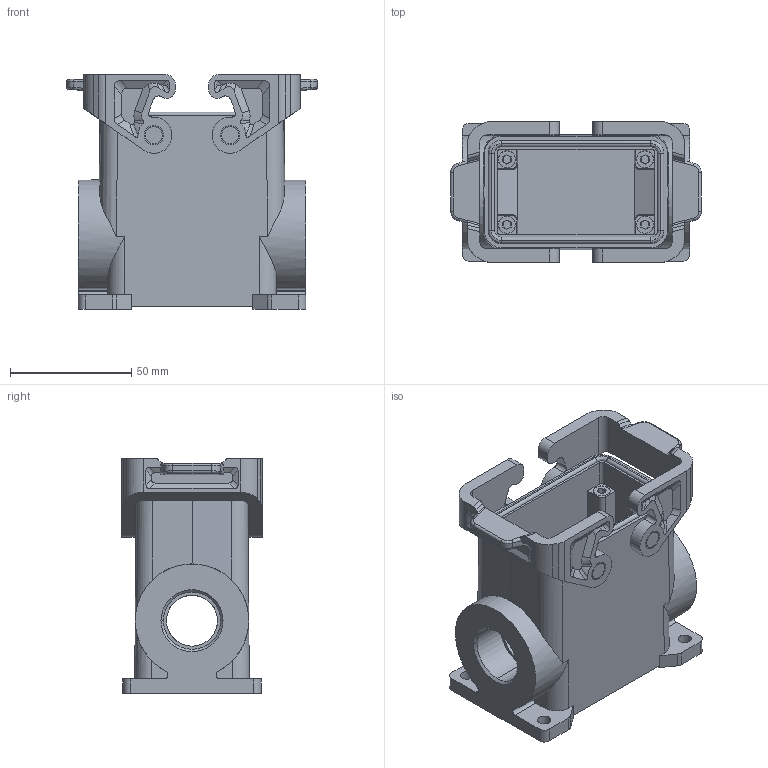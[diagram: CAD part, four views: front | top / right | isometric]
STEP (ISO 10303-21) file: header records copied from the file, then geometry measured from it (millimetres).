
FILE_DESCRIPTION(('Creo Elements/Direct Modeling STEP Export'),'2;1');
FILE_NAME('37jbk2e5h25c9oa4344','2022-02-04T10:49:14',(''),(''),'Creo Elements/Direct Modeling STEP processor for AP214 (Solid Model)','Creo Elements/Direct Modeling 20.1B 02-Apr-2019 (C) Parametric Technology GmbH','');
FILE_SCHEMA(('AUTOMOTIVE_DESIGN { 1 0 10303 214 1 1 1 1 }'));
Length unit declared in the file: millimetre
Products named in the file (2): TAPH 10-225
Assembly tree (1 placements, depth 2):
  TAPH 10-225
    TAPH 10-225
Bounding box: 103.5 x 58 x 96.9 mm (x, y, z)
Volume: 183514.7 mm3; surface area: 59917 mm2
Topology: 1 solids, 1 shells, 413 faces, 1137 edges, 751 vertices
Faces by surface type: plane 203, cylinder 158, bspline 20, torus 20, cone 12
Entity records: 23716 total; most frequent: CARTESIAN_POINT 10062, ORIENTED_EDGE 2274, DIRECTION 2041, EDGE_CURVE 1137, VERTEX_POINT 751, AXIS2_PLACEMENT_3D 690, VECTOR 661, LINE 661
